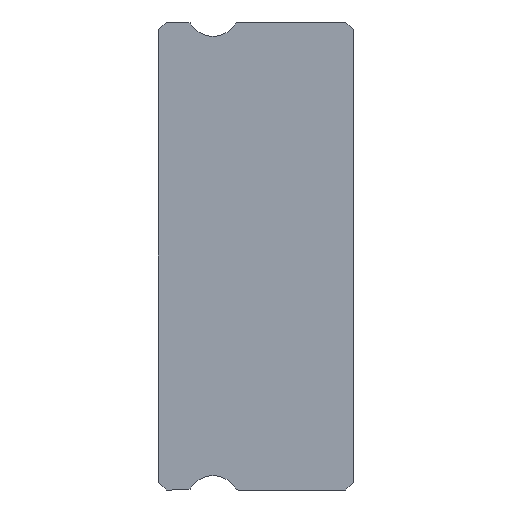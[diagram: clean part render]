
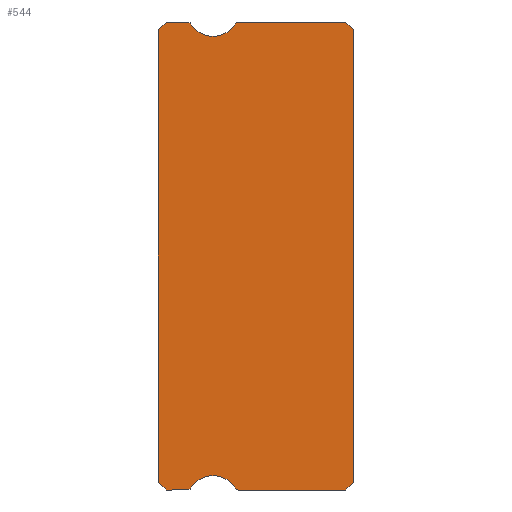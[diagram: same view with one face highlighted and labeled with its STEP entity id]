
A CAD part, left-side view. The second image highlights one B-rep face of the part: STEP entity #544.
In plain terms, the highlighted planar face has unit normal (-1, 0, 0).
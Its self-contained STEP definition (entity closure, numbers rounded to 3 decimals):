
#7 = CARTESIAN_POINT ( 'NONE',  ( -5., 4.419, 8.85 ) ) ;
#39 = CARTESIAN_POINT ( 'NONE',  ( -5., 7.5, 8.85 ) ) ;
#43 = LINE ( 'NONE', #1948, #1708 ) ;
#72 = AXIS2_PLACEMENT_3D ( 'NONE', #7, #2652, #1486 ) ;
#77 = CIRCLE ( 'NONE', #72, 0.15 ) ;
#116 = DIRECTION ( 'NONE',  ( 1., 0., 0. ) ) ;
#128 = VECTOR ( 'NONE', #2363, 1000. ) ;
#130 = VECTOR ( 'NONE', #2582, 1000. ) ;
#132 = LINE ( 'NONE', #1832, #472 ) ;
#139 = CARTESIAN_POINT ( 'NONE',  ( -5., 6.381, 8.85 ) ) ;
#173 = EDGE_CURVE ( 'NONE', #1652, #2217, #1108, .T. ) ;
#206 = CARTESIAN_POINT ( 'NONE',  ( -5., 6.253, 8.928 ) ) ;
#269 = DIRECTION ( 'NONE',  ( 0., -1., 0. ) ) ;
#325 = AXIS2_PLACEMENT_3D ( 'NONE', #1987, #2005, #2918 ) ;
#381 = DIRECTION ( 'NONE',  ( 0., 0., -1. ) ) ;
#416 = LINE ( 'NONE', #1169, #130 ) ;
#436 = CARTESIAN_POINT ( 'NONE',  ( -5., 7.2, 9. ) ) ;
#437 = LINE ( 'NONE', #449, #576 ) ;
#449 = CARTESIAN_POINT ( 'NONE',  ( -5., 0., -8.7 ) ) ;
#454 = CARTESIAN_POINT ( 'NONE',  ( -5., 7.5, 8.7 ) ) ;
#472 = VECTOR ( 'NONE', #1626, 1000. ) ;
#478 = ORIENTED_EDGE ( 'NONE', *, *, #1542, .F. ) ;
#505 = CARTESIAN_POINT ( 'NONE',  ( -5., 7.2, -9. ) ) ;
#544 = ADVANCED_FACE ( 'NONE', ( #910 ), #2763, .F. ) ;
#573 = VECTOR ( 'NONE', #1642, 1000. ) ;
#576 = VECTOR ( 'NONE', #2397, 1000. ) ;
#586 = EDGE_CURVE ( 'NONE', #2685, #2830, #132, .T. ) ;
#598 = ORIENTED_EDGE ( 'NONE', *, *, #1573, .T. ) ;
#600 = VECTOR ( 'NONE', #269, 1000. ) ;
#610 = ORIENTED_EDGE ( 'NONE', *, *, #2760, .F. ) ;
#644 = EDGE_CURVE ( 'NONE', #2140, #2706, #437, .T. ) ;
#701 = CARTESIAN_POINT ( 'NONE',  ( -5., 0.3, -9. ) ) ;
#709 = ORIENTED_EDGE ( 'NONE', *, *, #712, .F. ) ;
#712 = EDGE_CURVE ( 'NONE', #2253, #1524, #948, .T. ) ;
#829 = EDGE_CURVE ( 'NONE', #1313, #1029, #1291, .T. ) ;
#862 = ORIENTED_EDGE ( 'NONE', *, *, #1641, .T. ) ;
#892 = DIRECTION ( 'NONE',  ( 0., 0., -1. ) ) ;
#896 = CARTESIAN_POINT ( 'NONE',  ( -5., 0.3, 9. ) ) ;
#910 = FACE_OUTER_BOUND ( 'NONE', #1842, .T. ) ;
#918 = DIRECTION ( 'NONE',  ( -1., 0., 0. ) ) ;
#927 = CARTESIAN_POINT ( 'NONE',  ( -5., 5.4, 9.45 ) ) ;
#935 = ORIENTED_EDGE ( 'NONE', *, *, #2189, .F. ) ;
#948 = CIRCLE ( 'NONE', #1489, 1. ) ;
#961 = LINE ( 'NONE', #39, #2609 ) ;
#965 = LINE ( 'NONE', #1922, #600 ) ;
#990 = ORIENTED_EDGE ( 'NONE', *, *, #2237, .T. ) ;
#1029 = VERTEX_POINT ( 'NONE', #1915 ) ;
#1030 = CARTESIAN_POINT ( 'NONE',  ( -5., 0., 8.7 ) ) ;
#1053 = CIRCLE ( 'NONE', #2660, 1. ) ;
#1108 = LINE ( 'NONE', #436, #573 ) ;
#1111 = ORIENTED_EDGE ( 'NONE', *, *, #2945, .T. ) ;
#1132 = CARTESIAN_POINT ( 'NONE',  ( -5., 0., 8.7 ) ) ;
#1141 = ORIENTED_EDGE ( 'NONE', *, *, #2250, .F. ) ;
#1149 = DIRECTION ( 'NONE',  ( 1., 0., 0. ) ) ;
#1167 = DIRECTION ( 'NONE',  ( 1., 0., 0. ) ) ;
#1169 = CARTESIAN_POINT ( 'NONE',  ( -5., 7.2, -9. ) ) ;
#1187 = CARTESIAN_POINT ( 'NONE',  ( -5., 6.253, -8.928 ) ) ;
#1214 = VECTOR ( 'NONE', #2328, 1000. ) ;
#1249 = CIRCLE ( 'NONE', #1954, 1. ) ;
#1291 = CIRCLE ( 'NONE', #325, 0.15 ) ;
#1313 = VERTEX_POINT ( 'NONE', #1187 ) ;
#1369 = LINE ( 'NONE', #1132, #1214 ) ;
#1384 = DIRECTION ( 'NONE',  ( 0., 0., -1. ) ) ;
#1429 = DIRECTION ( 'NONE',  ( 0., 0., 1. ) ) ;
#1486 = DIRECTION ( 'NONE',  ( 0., 0., -1. ) ) ;
#1489 = AXIS2_PLACEMENT_3D ( 'NONE', #927, #1644, #2176 ) ;
#1503 = ORIENTED_EDGE ( 'NONE', *, *, #1536, .F. ) ;
#1524 = VERTEX_POINT ( 'NONE', #1583 ) ;
#1536 = EDGE_CURVE ( 'NONE', #1652, #2904, #2872, .T. ) ;
#1542 = EDGE_CURVE ( 'NONE', #1838, #1833, #3131, .T. ) ;
#1573 = EDGE_CURVE ( 'NONE', #2140, #2830, #1369, .T. ) ;
#1583 = CARTESIAN_POINT ( 'NONE',  ( -5., 4.547, 8.928 ) ) ;
#1607 = ORIENTED_EDGE ( 'NONE', *, *, #173, .T. ) ;
#1620 = CARTESIAN_POINT ( 'NONE',  ( -5., 7.2, 9. ) ) ;
#1626 = DIRECTION ( 'NONE',  ( 0., -0.707, -0.707 ) ) ;
#1641 = EDGE_CURVE ( 'NONE', #1702, #1029, #965, .T. ) ;
#1642 = DIRECTION ( 'NONE',  ( 0., 1., 0. ) ) ;
#1644 = DIRECTION ( 'NONE',  ( -1., 0., 0. ) ) ;
#1652 = VERTEX_POINT ( 'NONE', #2643 ) ;
#1702 = VERTEX_POINT ( 'NONE', #505 ) ;
#1708 = VECTOR ( 'NONE', #1728, 1000. ) ;
#1728 = DIRECTION ( 'NONE',  ( 0., -1., 0. ) ) ;
#1763 = AXIS2_PLACEMENT_3D ( 'NONE', #3043, #1149, #381 ) ;
#1808 = CARTESIAN_POINT ( 'NONE',  ( -5., 4.419, -9. ) ) ;
#1832 = CARTESIAN_POINT ( 'NONE',  ( -5., 0.3, 9. ) ) ;
#1833 = VERTEX_POINT ( 'NONE', #2753 ) ;
#1838 = VERTEX_POINT ( 'NONE', #1808 ) ;
#1842 = EDGE_LOOP ( 'NONE', ( #2926, #990, #862, #3136, #935, #478, #2365, #2126, #598, #2747, #3143, #610, #709, #1141, #1503, #1607, #1111 ) ) ;
#1860 = DIRECTION ( 'NONE',  ( 0., 0., -1. ) ) ;
#1879 = VERTEX_POINT ( 'NONE', #2862 ) ;
#1915 = CARTESIAN_POINT ( 'NONE',  ( -5., 6.381, -9. ) ) ;
#1922 = CARTESIAN_POINT ( 'NONE',  ( -5., 6.381, -9. ) ) ;
#1948 = CARTESIAN_POINT ( 'NONE',  ( -5., 6.381, 9. ) ) ;
#1954 = AXIS2_PLACEMENT_3D ( 'NONE', #2139, #918, #1384 ) ;
#1987 = CARTESIAN_POINT ( 'NONE',  ( -5., 6.381, -8.85 ) ) ;
#2000 = EDGE_CURVE ( 'NONE', #1879, #2054, #961, .T. ) ;
#2005 = DIRECTION ( 'NONE',  ( 1., 0., 0. ) ) ;
#2054 = VERTEX_POINT ( 'NONE', #454 ) ;
#2091 = CARTESIAN_POINT ( 'NONE',  ( -5., 7.5, 8.7 ) ) ;
#2125 = CARTESIAN_POINT ( 'NONE',  ( -5., 0., -8.7 ) ) ;
#2126 = ORIENTED_EDGE ( 'NONE', *, *, #644, .F. ) ;
#2139 = CARTESIAN_POINT ( 'NONE',  ( -5., 5.4, 9.45 ) ) ;
#2140 = VERTEX_POINT ( 'NONE', #2125 ) ;
#2176 = DIRECTION ( 'NONE',  ( 0., 0., -1. ) ) ;
#2184 = DIRECTION ( 'NONE',  ( 0., 1., 0. ) ) ;
#2189 = EDGE_CURVE ( 'NONE', #1833, #1313, #1053, .T. ) ;
#2217 = VERTEX_POINT ( 'NONE', #1620 ) ;
#2219 = AXIS2_PLACEMENT_3D ( 'NONE', #139, #1167, #1860 ) ;
#2237 = EDGE_CURVE ( 'NONE', #1879, #1702, #416, .T. ) ;
#2250 = EDGE_CURVE ( 'NONE', #2904, #2253, #1249, .T. ) ;
#2253 = VERTEX_POINT ( 'NONE', #2343 ) ;
#2315 = DIRECTION ( 'NONE',  ( -1., 0., 0. ) ) ;
#2327 = EDGE_CURVE ( 'NONE', #2706, #1838, #2449, .T. ) ;
#2328 = DIRECTION ( 'NONE',  ( 0., 0., 1. ) ) ;
#2336 = CARTESIAN_POINT ( 'NONE',  ( -5., 6.381, 8.85 ) ) ;
#2343 = CARTESIAN_POINT ( 'NONE',  ( -5., 5.4, 8.45 ) ) ;
#2357 = CARTESIAN_POINT ( 'NONE',  ( -5., 4.419, 9. ) ) ;
#2363 = DIRECTION ( 'NONE',  ( 0., 0.707, -0.707 ) ) ;
#2365 = ORIENTED_EDGE ( 'NONE', *, *, #2327, .F. ) ;
#2375 = EDGE_CURVE ( 'NONE', #2687, #2685, #43, .T. ) ;
#2397 = DIRECTION ( 'NONE',  ( 0., 0.707, -0.707 ) ) ;
#2435 = CARTESIAN_POINT ( 'NONE',  ( -5., 6.381, -9. ) ) ;
#2449 = LINE ( 'NONE', #2435, #2553 ) ;
#2553 = VECTOR ( 'NONE', #2184, 1000. ) ;
#2582 = DIRECTION ( 'NONE',  ( 0., -0.707, -0.707 ) ) ;
#2609 = VECTOR ( 'NONE', #1429, 1000. ) ;
#2643 = CARTESIAN_POINT ( 'NONE',  ( -5., 6.381, 9. ) ) ;
#2652 = DIRECTION ( 'NONE',  ( 1., 0., 0. ) ) ;
#2660 = AXIS2_PLACEMENT_3D ( 'NONE', #3046, #2315, #3076 ) ;
#2685 = VERTEX_POINT ( 'NONE', #896 ) ;
#2687 = VERTEX_POINT ( 'NONE', #2357 ) ;
#2706 = VERTEX_POINT ( 'NONE', #701 ) ;
#2747 = ORIENTED_EDGE ( 'NONE', *, *, #586, .F. ) ;
#2753 = CARTESIAN_POINT ( 'NONE',  ( -5., 4.547, -8.928 ) ) ;
#2760 = EDGE_CURVE ( 'NONE', #1524, #2687, #77, .T. ) ;
#2763 = PLANE ( 'NONE',  #3007 ) ;
#2830 = VERTEX_POINT ( 'NONE', #1030 ) ;
#2862 = CARTESIAN_POINT ( 'NONE',  ( -5., 7.5, -8.7 ) ) ;
#2867 = LINE ( 'NONE', #2091, #128 ) ;
#2872 = CIRCLE ( 'NONE', #2219, 0.15 ) ;
#2904 = VERTEX_POINT ( 'NONE', #206 ) ;
#2918 = DIRECTION ( 'NONE',  ( 0., 0., -1. ) ) ;
#2926 = ORIENTED_EDGE ( 'NONE', *, *, #2000, .F. ) ;
#2945 = EDGE_CURVE ( 'NONE', #2217, #2054, #2867, .T. ) ;
#3007 = AXIS2_PLACEMENT_3D ( 'NONE', #2336, #116, #892 ) ;
#3043 = CARTESIAN_POINT ( 'NONE',  ( -5., 4.419, -8.85 ) ) ;
#3046 = CARTESIAN_POINT ( 'NONE',  ( -5., 5.4, -9.45 ) ) ;
#3076 = DIRECTION ( 'NONE',  ( 0., 0., -1. ) ) ;
#3131 = CIRCLE ( 'NONE', #1763, 0.15 ) ;
#3136 = ORIENTED_EDGE ( 'NONE', *, *, #829, .F. ) ;
#3143 = ORIENTED_EDGE ( 'NONE', *, *, #2375, .F. ) ;
